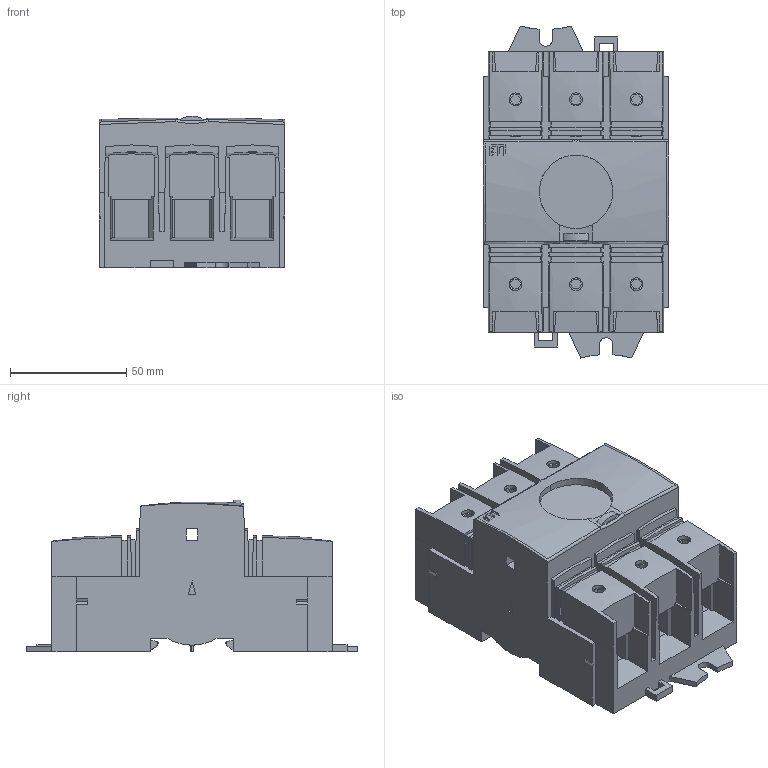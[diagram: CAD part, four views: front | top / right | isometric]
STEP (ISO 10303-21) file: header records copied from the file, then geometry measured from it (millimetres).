
FILE_DESCRIPTION((''),'2;1');
FILE_NAME('CLBS_100_3P','2017-10-27T',('aljaz.cop'),('Audax d.o.o.'),'CREO PARAMETRIC BY PTC INC, 2015380','CREO PARAMETRIC BY PTC INC, 2015380','');
FILE_SCHEMA(('CONFIG_CONTROL_DESIGN'));
Length unit declared in the file: millimetre
Products named in the file (1): CLBS_100_3P
Bounding box: 79.61 x 142.81 x 65.37 mm (x, y, z)
Volume: 424419.2 mm3; surface area: 64894.5 mm2
Topology: 1 solids, 1 shells, 437 faces, 1307 edges, 891 vertices
Faces by surface type: plane 354, cylinder 37, extrusion 31, bspline 8, torus 6, cone 1
Entity records: 20703 total; most frequent: CARTESIAN_POINT 4174, ORIENTED_EDGE 2614, DIRECTION 1941, PRESENTATION_STYLE_ASSIGNMENT 1456, STYLED_ITEM 1310, CURVE_STYLE 1309, EDGE_CURVE 1307, VECTOR 1045
